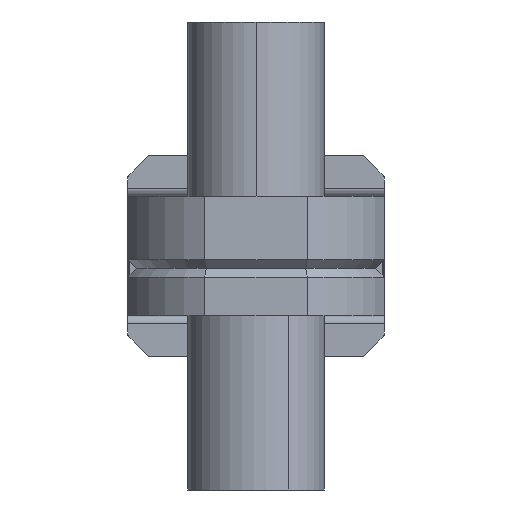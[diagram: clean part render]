
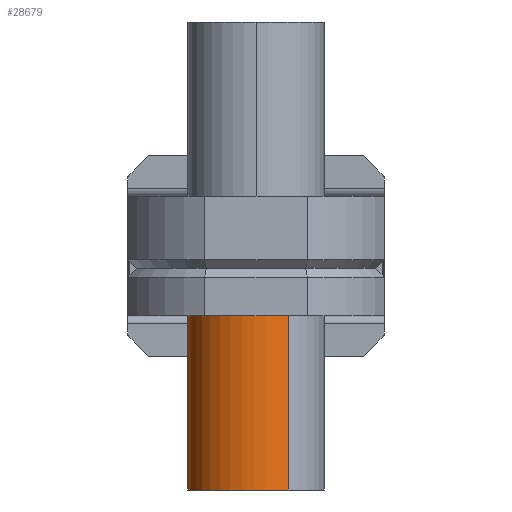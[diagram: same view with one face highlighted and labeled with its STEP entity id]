
A CAD part, front view. The second image highlights one B-rep face of the part: STEP entity #28679.
In plain terms, the highlighted cylindrical face has radius 55 mm (diameter 110 mm), a partial arc.
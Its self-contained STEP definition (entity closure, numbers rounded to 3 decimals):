
#237 = AXIS2_PLACEMENT_3D ( 'NONE', #17219, #33095, #17387 ) ;
#802 = VECTOR ( 'NONE', #13544, 1000. ) ;
#1335 = CARTESIAN_POINT ( 'NONE',  ( 0., -1.6, -140. ) ) ;
#1610 = VERTEX_POINT ( 'NONE', #27946 ) ;
#1630 = CYLINDRICAL_SURFACE ( 'NONE', #237, 55. ) ;
#2799 = AXIS2_PLACEMENT_3D ( 'NONE', #13232, #23208, #18133 ) ;
#2851 = CARTESIAN_POINT ( 'NONE',  ( 25.828, -50.158, 0. ) ) ;
#3242 = EDGE_LOOP ( 'NONE', ( #13911, #9194, #9912, #8963 ) ) ;
#4853 = EDGE_CURVE ( 'NONE', #13991, #1610, #32472, .T. ) ;
#4916 = AXIS2_PLACEMENT_3D ( 'NONE', #1335, #22172, #32487 ) ;
#8963 = ORIENTED_EDGE ( 'NONE', *, *, #29681, .F. ) ;
#9194 = ORIENTED_EDGE ( 'NONE', *, *, #20005, .T. ) ;
#9912 = ORIENTED_EDGE ( 'NONE', *, *, #4853, .T. ) ;
#10101 = CARTESIAN_POINT ( 'NONE',  ( 25.828, -50.158, 0. ) ) ;
#12472 = FACE_OUTER_BOUND ( 'NONE', #3242, .T. ) ;
#13232 = CARTESIAN_POINT ( 'NONE',  ( 0., -1.6, 0. ) ) ;
#13544 = DIRECTION ( 'NONE',  ( 0., 0., -1. ) ) ;
#13911 = ORIENTED_EDGE ( 'NONE', *, *, #24816, .F. ) ;
#13991 = VERTEX_POINT ( 'NONE', #21099 ) ;
#16427 = LINE ( 'NONE', #24062, #33356 ) ;
#17219 = CARTESIAN_POINT ( 'NONE',  ( 0., -1.6, 0. ) ) ;
#17387 = DIRECTION ( 'NONE',  ( 0.47, -0.883, 0. ) ) ;
#18133 = DIRECTION ( 'NONE',  ( 0.47, -0.883, 0. ) ) ;
#20005 = EDGE_CURVE ( 'NONE', #23516, #13991, #16427, .T. ) ;
#21099 = CARTESIAN_POINT ( 'NONE',  ( -25.828, 46.958, -140. ) ) ;
#21910 = VERTEX_POINT ( 'NONE', #10101 ) ;
#22172 = DIRECTION ( 'NONE',  ( 0., 0., 1. ) ) ;
#23208 = DIRECTION ( 'NONE',  ( 0., 0., 1. ) ) ;
#23516 = VERTEX_POINT ( 'NONE', #31770 ) ;
#23688 = LINE ( 'NONE', #2851, #802 ) ;
#24062 = CARTESIAN_POINT ( 'NONE',  ( -25.828, 46.958, 0. ) ) ;
#24816 = EDGE_CURVE ( 'NONE', #23516, #21910, #25513, .T. ) ;
#25513 = CIRCLE ( 'NONE', #2799, 55. ) ;
#27946 = CARTESIAN_POINT ( 'NONE',  ( 25.828, -50.158, -140. ) ) ;
#28679 = ADVANCED_FACE ( 'NONE', ( #12472 ), #1630, .T. ) ;
#29681 = EDGE_CURVE ( 'NONE', #21910, #1610, #23688, .T. ) ;
#31664 = DIRECTION ( 'NONE',  ( 0., 0., -1. ) ) ;
#31770 = CARTESIAN_POINT ( 'NONE',  ( -25.828, 46.958, 0. ) ) ;
#32472 = CIRCLE ( 'NONE', #4916, 55. ) ;
#32487 = DIRECTION ( 'NONE',  ( 0.47, -0.883, 0. ) ) ;
#33095 = DIRECTION ( 'NONE',  ( 0., 0., -1. ) ) ;
#33356 = VECTOR ( 'NONE', #31664, 1000. ) ;
